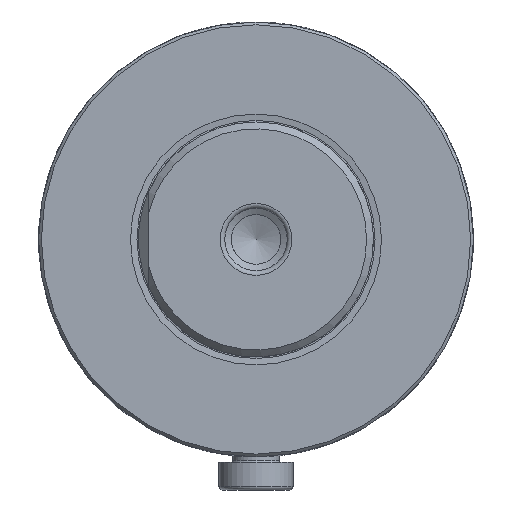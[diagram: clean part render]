
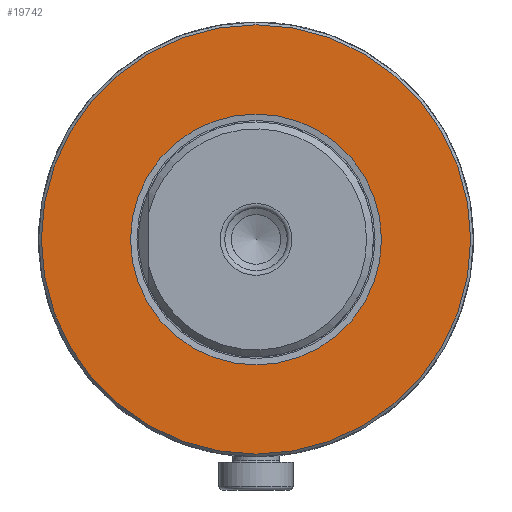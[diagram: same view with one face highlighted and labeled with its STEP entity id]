
A CAD part, left-side view. The second image highlights one B-rep face of the part: STEP entity #19742.
In plain terms, the highlighted planar face has unit normal (-1, 0, 0).
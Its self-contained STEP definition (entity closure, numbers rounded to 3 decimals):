
#86 = DIRECTION ( 'NONE',  ( -1., 0., 0. ) ) ;
#1433 = DIRECTION ( 'NONE',  ( -1., 0., 0. ) ) ;
#4308 = FACE_BOUND ( 'NONE', #20702, .T. ) ;
#4476 = CARTESIAN_POINT ( 'NONE',  ( -146., 46.4, 0. ) ) ;
#5048 = AXIS2_PLACEMENT_3D ( 'NONE', #15317, #86, #13417 ) ;
#5485 = CARTESIAN_POINT ( 'NONE',  ( -146., 0., 27.115 ) ) ;
#7269 = AXIS2_PLACEMENT_3D ( 'NONE', #4476, #21313, #17823 ) ;
#7413 = CARTESIAN_POINT ( 'NONE',  ( -146., 0., 46.4 ) ) ;
#9136 = CIRCLE ( 'NONE', #5048, 46.4 ) ;
#9312 = VERTEX_POINT ( 'NONE', #5485 ) ;
#9857 = CIRCLE ( 'NONE', #11612, 27.115 ) ;
#10140 = EDGE_CURVE ( 'NONE', #20599, #20599, #9136, .T. ) ;
#11612 = AXIS2_PLACEMENT_3D ( 'NONE', #12845, #1433, #18662 ) ;
#12845 = CARTESIAN_POINT ( 'NONE',  ( -146., 0., 0. ) ) ;
#13417 = DIRECTION ( 'NONE',  ( 0., 0., 1. ) ) ;
#13806 = EDGE_CURVE ( 'NONE', #9312, #9312, #9857, .T. ) ;
#14427 = FACE_OUTER_BOUND ( 'NONE', #19664, .T. ) ;
#15317 = CARTESIAN_POINT ( 'NONE',  ( -146., 0., 0. ) ) ;
#15813 = ORIENTED_EDGE ( 'NONE', *, *, #13806, .F. ) ;
#15904 = PLANE ( 'NONE',  #7269 ) ;
#17823 = DIRECTION ( 'NONE',  ( 0., 0., -1. ) ) ;
#18662 = DIRECTION ( 'NONE',  ( 0., 0., 1. ) ) ;
#19136 = ORIENTED_EDGE ( 'NONE', *, *, #10140, .T. ) ;
#19664 = EDGE_LOOP ( 'NONE', ( #19136 ) ) ;
#19742 = ADVANCED_FACE ( 'NONE', ( #4308, #14427 ), #15904, .F. ) ;
#20599 = VERTEX_POINT ( 'NONE', #7413 ) ;
#20702 = EDGE_LOOP ( 'NONE', ( #15813 ) ) ;
#21313 = DIRECTION ( 'NONE',  ( 1., 0., 0. ) ) ;
